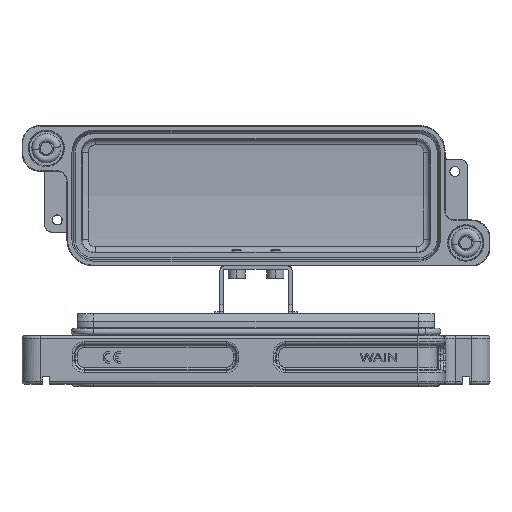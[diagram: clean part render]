
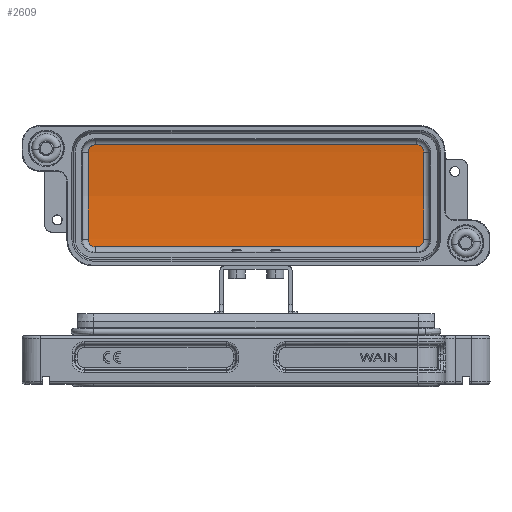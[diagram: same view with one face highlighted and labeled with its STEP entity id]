
A CAD part, top view. The second image highlights one B-rep face of the part: STEP entity #2609.
In plain terms, the highlighted cylindrical face has radius 197.5 mm (diameter 395 mm), a partial arc.
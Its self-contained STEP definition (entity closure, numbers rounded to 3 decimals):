
#613=CYLINDRICAL_SURFACE('',#22334,197.5);
#1421=FACE_OUTER_BOUND('',#6158,.T.);
#2609=ADVANCED_FACE('NONE',(#1421),#613,.F.);
#4647=B_SPLINE_CURVE_WITH_KNOTS('',3,(#39012,#39013,#39014,#39015,#39016,
#39017),.UNSPECIFIED.,.F.,.F.,(4,2,4),(0.,0.5,1.),.UNSPECIFIED.);
#4648=B_SPLINE_CURVE_WITH_KNOTS('',3,(#39020,#39021,#39022,#39023),
 .UNSPECIFIED.,.F.,.F.,(4,4),(0.,1.),.UNSPECIFIED.);
#4649=B_SPLINE_CURVE_WITH_KNOTS('',3,(#39025,#39026,#39027,#39028,#39029,
#39030),.UNSPECIFIED.,.F.,.F.,(4,2,4),(0.,0.5,1.),.UNSPECIFIED.);
#4650=B_SPLINE_CURVE_WITH_KNOTS('',3,(#39034,#39035,#39036,#39037,#39038,
#39039),.UNSPECIFIED.,.F.,.F.,(4,2,4),(0.,0.5,1.),.UNSPECIFIED.);
#4651=B_SPLINE_CURVE_WITH_KNOTS('',3,(#39041,#39042,#39043,#39044),
 .UNSPECIFIED.,.F.,.F.,(4,4),(0.,1.),.UNSPECIFIED.);
#4652=B_SPLINE_CURVE_WITH_KNOTS('',3,(#39046,#39047,#39048,#39049,#39050,
#39051),.UNSPECIFIED.,.F.,.F.,(4,2,4),(0.,0.5,1.),.UNSPECIFIED.);
#6158=EDGE_LOOP('',(#10447,#10448,#10449,#10450,#10451,#10452,#10453,#10454));
#10447=ORIENTED_EDGE('',*,*,#17663,.T.);
#10448=ORIENTED_EDGE('',*,*,#17664,.T.);
#10449=ORIENTED_EDGE('',*,*,#17665,.T.);
#10450=ORIENTED_EDGE('',*,*,#17666,.T.);
#10451=ORIENTED_EDGE('',*,*,#17667,.T.);
#10452=ORIENTED_EDGE('',*,*,#17668,.T.);
#10453=ORIENTED_EDGE('',*,*,#17669,.T.);
#10454=ORIENTED_EDGE('',*,*,#17670,.T.);
#14977=VERTEX_POINT('',#39018);
#14978=VERTEX_POINT('',#39019);
#14979=VERTEX_POINT('',#39024);
#14980=VERTEX_POINT('',#39031);
#14981=VERTEX_POINT('',#39033);
#14982=VERTEX_POINT('',#39040);
#14983=VERTEX_POINT('',#39045);
#14984=VERTEX_POINT('',#39052);
#17663=EDGE_CURVE('NONE',#14977,#14978,#4647,.T.);
#17664=EDGE_CURVE('NONE',#14978,#14979,#4648,.T.);
#17665=EDGE_CURVE('NONE',#14979,#14980,#4649,.T.);
#17666=EDGE_CURVE('NONE',#14980,#14981,#19725,.T.);
#17667=EDGE_CURVE('NONE',#14981,#14982,#4650,.T.);
#17668=EDGE_CURVE('NONE',#14982,#14983,#4651,.T.);
#17669=EDGE_CURVE('NONE',#14983,#14984,#4652,.T.);
#17670=EDGE_CURVE('NONE',#14984,#14977,#19726,.T.);
#19725=LINE('',#39032,#20994);
#19726=LINE('',#39053,#20995);
#20994=VECTOR('',#25338,1.);
#20995=VECTOR('',#25339,1.);
#22334=AXIS2_PLACEMENT_3D('',#39054,#25340,#25341);
#25338=DIRECTION('',(1.,0.,0.));
#25339=DIRECTION('',(-1.,0.,0.));
#25340=DIRECTION('',(-1.,0.,0.));
#25341=DIRECTION('',(0.,0.,1.));
#39012=CARTESIAN_POINT('',(-66.214,98.831,-75.875));
#39013=CARTESIAN_POINT('',(-67.013,98.831,-75.876));
#39014=CARTESIAN_POINT('',(-67.777,98.507,-75.911));
#39015=CARTESIAN_POINT('',(-68.897,97.366,-76.028));
#39016=CARTESIAN_POINT('',(-69.209,96.594,-76.104));
#39017=CARTESIAN_POINT('',(-69.208,95.788,-76.178));
#39018=CARTESIAN_POINT('',(-66.214,98.831,-75.875));
#39019=CARTESIAN_POINT('',(-69.208,95.788,-76.178));
#39020=CARTESIAN_POINT('',(-69.208,95.788,-76.178));
#39021=CARTESIAN_POINT('',(-69.189,83.819,-77.273));
#39022=CARTESIAN_POINT('',(-69.189,71.751,-77.273));
#39023=CARTESIAN_POINT('',(-69.208,59.783,-76.178));
#39024=CARTESIAN_POINT('',(-69.208,59.783,-76.178));
#39025=CARTESIAN_POINT('',(-69.208,59.783,-76.178));
#39026=CARTESIAN_POINT('',(-69.209,58.978,-76.104));
#39027=CARTESIAN_POINT('',(-68.896,58.202,-76.028));
#39028=CARTESIAN_POINT('',(-67.769,57.057,-75.91));
#39029=CARTESIAN_POINT('',(-67.007,56.74,-75.876));
#39030=CARTESIAN_POINT('',(-66.214,56.739,-75.875));
#39031=CARTESIAN_POINT('',(-66.214,56.739,-75.875));
#39032=CARTESIAN_POINT('',(66.773,56.739,-75.875));
#39033=CARTESIAN_POINT('',(66.214,56.739,-75.875));
#39034=CARTESIAN_POINT('',(66.214,56.739,-75.875));
#39035=CARTESIAN_POINT('',(67.007,56.74,-75.876));
#39036=CARTESIAN_POINT('',(67.768,57.057,-75.91));
#39037=CARTESIAN_POINT('',(68.896,58.202,-76.028));
#39038=CARTESIAN_POINT('',(69.209,58.978,-76.104));
#39039=CARTESIAN_POINT('',(69.208,59.783,-76.178));
#39040=CARTESIAN_POINT('',(69.208,59.783,-76.178));
#39041=CARTESIAN_POINT('',(69.208,59.783,-76.178));
#39042=CARTESIAN_POINT('',(69.189,71.751,-77.273));
#39043=CARTESIAN_POINT('',(69.189,83.819,-77.273));
#39044=CARTESIAN_POINT('',(69.208,95.788,-76.178));
#39045=CARTESIAN_POINT('',(69.208,95.788,-76.178));
#39046=CARTESIAN_POINT('',(69.208,95.788,-76.178));
#39047=CARTESIAN_POINT('',(69.209,96.593,-76.104));
#39048=CARTESIAN_POINT('',(68.897,97.366,-76.028));
#39049=CARTESIAN_POINT('',(67.777,98.507,-75.911));
#39050=CARTESIAN_POINT('',(67.013,98.831,-75.876));
#39051=CARTESIAN_POINT('',(66.214,98.831,-75.875));
#39052=CARTESIAN_POINT('',(66.214,98.831,-75.875));
#39053=CARTESIAN_POINT('',(-66.971,98.831,-75.875));
#39054=CARTESIAN_POINT('',(72.,77.785,120.5));
